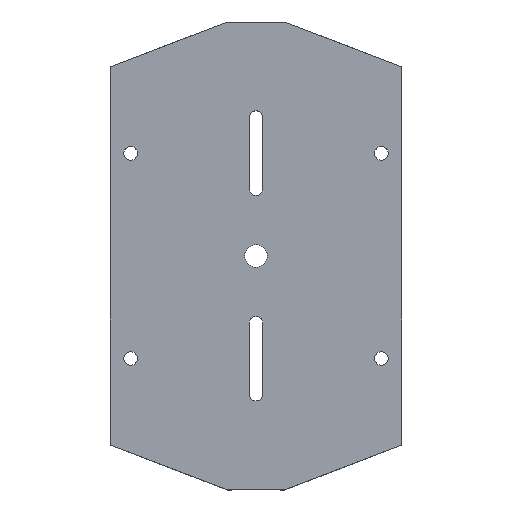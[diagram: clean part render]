
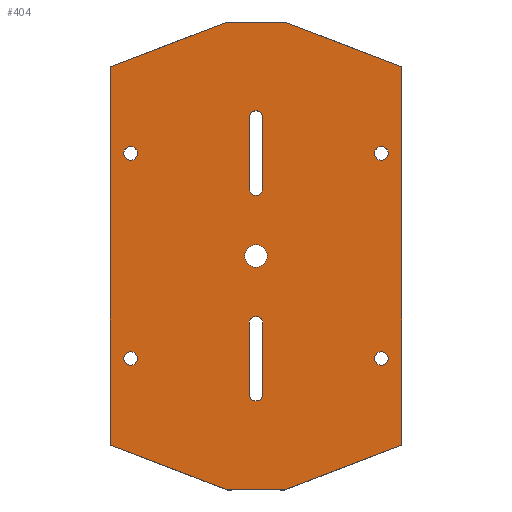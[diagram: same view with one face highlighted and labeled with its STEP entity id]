
A CAD part, top view. The second image highlights one B-rep face of the part: STEP entity #404.
In plain terms, the highlighted planar face has unit normal (0, 0, 1).
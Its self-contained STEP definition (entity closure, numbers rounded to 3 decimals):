
#96 = VERTEX_POINT('',#97);
#97 = CARTESIAN_POINT('',(-12.564,-102.639,6.));
#103 = EDGE_CURVE('',#96,#104,#106,.T.);
#104 = VERTEX_POINT('',#105);
#105 = CARTESIAN_POINT('',(-64.035,-82.99,6.));
#106 = LINE('',#107,#108);
#107 = CARTESIAN_POINT('',(-12.564,-102.639,6.));
#108 = VECTOR('',#109,1.);
#109 = DIRECTION('',(-0.934,0.357,0.));
#193 = VERTEX_POINT('',#194);
#194 = CARTESIAN_POINT('',(12.564,-102.639,6.));
#200 = EDGE_CURVE('',#96,#193,#201,.T.);
#201 = LINE('',#202,#203);
#202 = CARTESIAN_POINT('',(-12.564,-102.639,6.));
#203 = VECTOR('',#204,1.);
#204 = DIRECTION('',(1.,0.,0.));
#233 = VERTEX_POINT('',#234);
#234 = CARTESIAN_POINT('',(-64.035,82.99,6.));
#240 = EDGE_CURVE('',#233,#241,#243,.T.);
#241 = VERTEX_POINT('',#242);
#242 = CARTESIAN_POINT('',(-12.564,102.639,6.));
#243 = LINE('',#244,#245);
#244 = CARTESIAN_POINT('',(-64.035,82.99,6.));
#245 = VECTOR('',#246,1.);
#246 = DIRECTION('',(0.934,0.357,0.));
#287 = EDGE_CURVE('',#241,#288,#290,.T.);
#288 = VERTEX_POINT('',#289);
#289 = CARTESIAN_POINT('',(12.564,102.639,6.));
#290 = LINE('',#291,#292);
#291 = CARTESIAN_POINT('',(-12.564,102.639,6.));
#292 = VECTOR('',#293,1.);
#293 = DIRECTION('',(1.,0.,0.));
#392 = EDGE_CURVE('',#104,#233,#393,.T.);
#393 = LINE('',#394,#395);
#394 = CARTESIAN_POINT('',(-64.035,-82.99,6.));
#395 = VECTOR('',#396,1.);
#396 = DIRECTION('',(0.,1.,0.));
#404 = ADVANCED_FACE('',(#405,#434,#445,#481,#492,#503,#539,#550),#561,
  .T.);
#405 = FACE_BOUND('',#406,.T.);
#406 = EDGE_LOOP('',(#407,#408,#409,#417,#425,#431,#432,#433));
#407 = ORIENTED_EDGE('',*,*,#103,.F.);
#408 = ORIENTED_EDGE('',*,*,#200,.T.);
#409 = ORIENTED_EDGE('',*,*,#410,.F.);
#410 = EDGE_CURVE('',#411,#193,#413,.T.);
#411 = VERTEX_POINT('',#412);
#412 = CARTESIAN_POINT('',(64.035,-82.99,6.));
#413 = LINE('',#414,#415);
#414 = CARTESIAN_POINT('',(64.035,-82.99,6.));
#415 = VECTOR('',#416,1.);
#416 = DIRECTION('',(-0.934,-0.357,0.));
#417 = ORIENTED_EDGE('',*,*,#418,.F.);
#418 = EDGE_CURVE('',#419,#411,#421,.T.);
#419 = VERTEX_POINT('',#420);
#420 = CARTESIAN_POINT('',(64.035,82.99,6.));
#421 = LINE('',#422,#423);
#422 = CARTESIAN_POINT('',(64.035,82.99,6.));
#423 = VECTOR('',#424,1.);
#424 = DIRECTION('',(0.,-1.,0.));
#425 = ORIENTED_EDGE('',*,*,#426,.F.);
#426 = EDGE_CURVE('',#288,#419,#427,.T.);
#427 = LINE('',#428,#429);
#428 = CARTESIAN_POINT('',(12.564,102.639,6.));
#429 = VECTOR('',#430,1.);
#430 = DIRECTION('',(0.934,-0.357,0.));
#431 = ORIENTED_EDGE('',*,*,#287,.F.);
#432 = ORIENTED_EDGE('',*,*,#240,.F.);
#433 = ORIENTED_EDGE('',*,*,#392,.F.);
#434 = FACE_BOUND('',#435,.T.);
#435 = EDGE_LOOP('',(#436));
#436 = ORIENTED_EDGE('',*,*,#437,.T.);
#437 = EDGE_CURVE('',#438,#438,#440,.T.);
#438 = VERTEX_POINT('',#439);
#439 = CARTESIAN_POINT('',(-52.,-45.,6.));
#440 = CIRCLE('',#441,3.);
#441 = AXIS2_PLACEMENT_3D('',#442,#443,#444);
#442 = CARTESIAN_POINT('',(-55.,-45.,6.));
#443 = DIRECTION('',(0.,0.,-1.));
#444 = DIRECTION('',(1.,0.,0.));
#445 = FACE_BOUND('',#446,.T.);
#446 = EDGE_LOOP('',(#447,#458,#466,#475));
#447 = ORIENTED_EDGE('',*,*,#448,.F.);
#448 = EDGE_CURVE('',#449,#451,#453,.T.);
#449 = VERTEX_POINT('',#450);
#450 = CARTESIAN_POINT('',(-3.,-60.638,6.));
#451 = VERTEX_POINT('',#452);
#452 = CARTESIAN_POINT('',(3.,-60.638,6.));
#453 = CIRCLE('',#454,3.);
#454 = AXIS2_PLACEMENT_3D('',#455,#456,#457);
#455 = CARTESIAN_POINT('',(0.,-60.638,6.));
#456 = DIRECTION('',(0.,0.,1.));
#457 = DIRECTION('',(1.,0.,0.));
#458 = ORIENTED_EDGE('',*,*,#459,.T.);
#459 = EDGE_CURVE('',#449,#460,#462,.T.);
#460 = VERTEX_POINT('',#461);
#461 = CARTESIAN_POINT('',(-3.,-29.549,6.));
#462 = LINE('',#463,#464);
#463 = CARTESIAN_POINT('',(-3.,-60.638,6.));
#464 = VECTOR('',#465,1.);
#465 = DIRECTION('',(0.,1.,0.));
#466 = ORIENTED_EDGE('',*,*,#467,.F.);
#467 = EDGE_CURVE('',#468,#460,#470,.T.);
#468 = VERTEX_POINT('',#469);
#469 = CARTESIAN_POINT('',(3.,-29.549,6.));
#470 = CIRCLE('',#471,3.);
#471 = AXIS2_PLACEMENT_3D('',#472,#473,#474);
#472 = CARTESIAN_POINT('',(0.,-29.549,6.));
#473 = DIRECTION('',(0.,0.,1.));
#474 = DIRECTION('',(1.,0.,0.));
#475 = ORIENTED_EDGE('',*,*,#476,.F.);
#476 = EDGE_CURVE('',#451,#468,#477,.T.);
#477 = LINE('',#478,#479);
#478 = CARTESIAN_POINT('',(3.,-60.638,6.));
#479 = VECTOR('',#480,1.);
#480 = DIRECTION('',(0.,1.,0.));
#481 = FACE_BOUND('',#482,.T.);
#482 = EDGE_LOOP('',(#483));
#483 = ORIENTED_EDGE('',*,*,#484,.T.);
#484 = EDGE_CURVE('',#485,#485,#487,.T.);
#485 = VERTEX_POINT('',#486);
#486 = CARTESIAN_POINT('',(58.,-45.,6.));
#487 = CIRCLE('',#488,3.);
#488 = AXIS2_PLACEMENT_3D('',#489,#490,#491);
#489 = CARTESIAN_POINT('',(55.,-45.,6.));
#490 = DIRECTION('',(0.,0.,-1.));
#491 = DIRECTION('',(1.,0.,0.));
#492 = FACE_BOUND('',#493,.T.);
#493 = EDGE_LOOP('',(#494));
#494 = ORIENTED_EDGE('',*,*,#495,.T.);
#495 = EDGE_CURVE('',#496,#496,#498,.T.);
#496 = VERTEX_POINT('',#497);
#497 = CARTESIAN_POINT('',(-52.,45.,6.));
#498 = CIRCLE('',#499,3.);
#499 = AXIS2_PLACEMENT_3D('',#500,#501,#502);
#500 = CARTESIAN_POINT('',(-55.,45.,6.));
#501 = DIRECTION('',(0.,0.,-1.));
#502 = DIRECTION('',(1.,0.,0.));
#503 = FACE_BOUND('',#504,.T.);
#504 = EDGE_LOOP('',(#505,#516,#524,#533));
#505 = ORIENTED_EDGE('',*,*,#506,.F.);
#506 = EDGE_CURVE('',#507,#509,#511,.T.);
#507 = VERTEX_POINT('',#508);
#508 = CARTESIAN_POINT('',(-3.,29.549,6.));
#509 = VERTEX_POINT('',#510);
#510 = CARTESIAN_POINT('',(3.,29.549,6.));
#511 = CIRCLE('',#512,3.);
#512 = AXIS2_PLACEMENT_3D('',#513,#514,#515);
#513 = CARTESIAN_POINT('',(0.,29.549,6.));
#514 = DIRECTION('',(0.,0.,1.));
#515 = DIRECTION('',(1.,0.,0.));
#516 = ORIENTED_EDGE('',*,*,#517,.T.);
#517 = EDGE_CURVE('',#507,#518,#520,.T.);
#518 = VERTEX_POINT('',#519);
#519 = CARTESIAN_POINT('',(-3.,60.638,6.));
#520 = LINE('',#521,#522);
#521 = CARTESIAN_POINT('',(-3.,29.549,6.));
#522 = VECTOR('',#523,1.);
#523 = DIRECTION('',(0.,1.,0.));
#524 = ORIENTED_EDGE('',*,*,#525,.F.);
#525 = EDGE_CURVE('',#526,#518,#528,.T.);
#526 = VERTEX_POINT('',#527);
#527 = CARTESIAN_POINT('',(3.,60.638,6.));
#528 = CIRCLE('',#529,3.);
#529 = AXIS2_PLACEMENT_3D('',#530,#531,#532);
#530 = CARTESIAN_POINT('',(0.,60.638,6.));
#531 = DIRECTION('',(0.,0.,1.));
#532 = DIRECTION('',(1.,0.,0.));
#533 = ORIENTED_EDGE('',*,*,#534,.F.);
#534 = EDGE_CURVE('',#509,#526,#535,.T.);
#535 = LINE('',#536,#537);
#536 = CARTESIAN_POINT('',(3.,29.549,6.));
#537 = VECTOR('',#538,1.);
#538 = DIRECTION('',(0.,1.,0.));
#539 = FACE_BOUND('',#540,.T.);
#540 = EDGE_LOOP('',(#541));
#541 = ORIENTED_EDGE('',*,*,#542,.F.);
#542 = EDGE_CURVE('',#543,#543,#545,.T.);
#543 = VERTEX_POINT('',#544);
#544 = CARTESIAN_POINT('',(5.,0.,6.));
#545 = CIRCLE('',#546,5.);
#546 = AXIS2_PLACEMENT_3D('',#547,#548,#549);
#547 = CARTESIAN_POINT('',(0.,0.,6.));
#548 = DIRECTION('',(0.,0.,1.));
#549 = DIRECTION('',(1.,0.,0.));
#550 = FACE_BOUND('',#551,.T.);
#551 = EDGE_LOOP('',(#552));
#552 = ORIENTED_EDGE('',*,*,#553,.T.);
#553 = EDGE_CURVE('',#554,#554,#556,.T.);
#554 = VERTEX_POINT('',#555);
#555 = CARTESIAN_POINT('',(58.,45.,6.));
#556 = CIRCLE('',#557,3.);
#557 = AXIS2_PLACEMENT_3D('',#558,#559,#560);
#558 = CARTESIAN_POINT('',(55.,45.,6.));
#559 = DIRECTION('',(0.,0.,-1.));
#560 = DIRECTION('',(1.,0.,0.));
#561 = PLANE('',#562);
#562 = AXIS2_PLACEMENT_3D('',#563,#564,#565);
#563 = CARTESIAN_POINT('',(0.,0.,6.));
#564 = DIRECTION('',(0.,0.,1.));
#565 = DIRECTION('',(1.,0.,0.));
